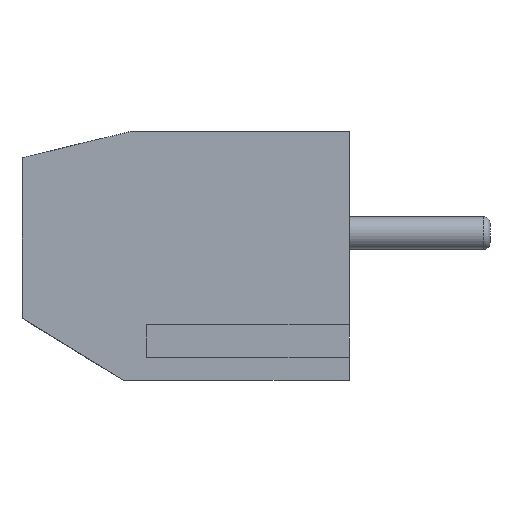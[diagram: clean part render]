
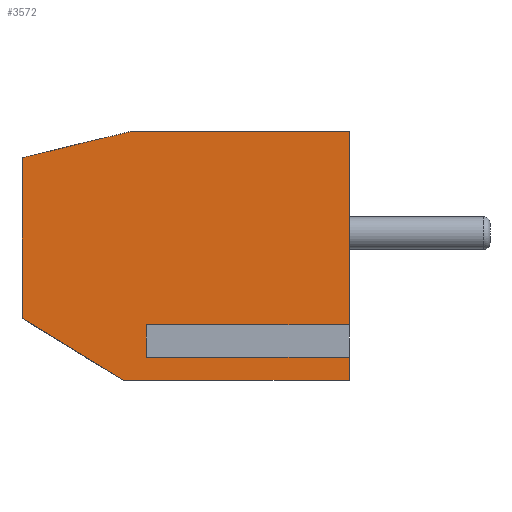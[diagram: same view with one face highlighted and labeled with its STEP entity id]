
A CAD part, left-side view. The second image highlights one B-rep face of the part: STEP entity #3572.
In plain terms, the highlighted planar face has unit normal (-1, 0, 0).
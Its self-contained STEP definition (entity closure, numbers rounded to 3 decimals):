
#386 = VECTOR ( 'NONE', #21925, 1000. ) ;
#499 = ORIENTED_EDGE ( 'NONE', *, *, #21620, .F. ) ;
#1379 = EDGE_LOOP ( 'NONE', ( #20900, #21733, #11132, #22378, #23182, #499, #8536, #17337, #9435, #17068 ) ) ;
#1490 = CARTESIAN_POINT ( 'NONE',  ( 0., 0., 0.918 ) ) ;
#1518 = DIRECTION ( 'NONE',  ( 0., 0., 1. ) ) ;
#1789 = LINE ( 'NONE', #16771, #15182 ) ;
#2045 = EDGE_CURVE ( 'NONE', #16701, #13558, #23967, .T. ) ;
#2225 = DIRECTION ( 'NONE',  ( 0., 0., -1. ) ) ;
#2663 = EDGE_CURVE ( 'NONE', #18336, #21030, #20669, .T. ) ;
#3031 = CARTESIAN_POINT ( 'NONE',  ( 0., 6.2, 0.918 ) ) ;
#3095 = EDGE_CURVE ( 'NONE', #6798, #11772, #18028, .T. ) ;
#3294 = DIRECTION ( 'NONE',  ( 0., -1., 0. ) ) ;
#3389 = DIRECTION ( 'NONE',  ( 0., 0.853, 0.523 ) ) ;
#3433 = VECTOR ( 'NONE', #10741, 1000. ) ;
#3572 = ADVANCED_FACE ( 'NONE', ( #6090 ), #18963, .F. ) ;
#4998 = LINE ( 'NONE', #19965, #3433 ) ;
#5456 = EDGE_CURVE ( 'NONE', #13558, #8821, #22836, .T. ) ;
#6090 = FACE_OUTER_BOUND ( 'NONE', #1379, .T. ) ;
#6621 = CARTESIAN_POINT ( 'NONE',  ( 0., 6.2, 0.918 ) ) ;
#6700 = CARTESIAN_POINT ( 'NONE',  ( 0., 6.2, 1.482 ) ) ;
#6798 = VERTEX_POINT ( 'NONE', #13162 ) ;
#8536 = ORIENTED_EDGE ( 'NONE', *, *, #3095, .T. ) ;
#8747 = DIRECTION ( 'NONE',  ( 0., 0., 1. ) ) ;
#8798 = CARTESIAN_POINT ( 'NONE',  ( 0., 6.2, 1.482 ) ) ;
#8821 = VERTEX_POINT ( 'NONE', #16494 ) ;
#9193 = VERTEX_POINT ( 'NONE', #1490 ) ;
#9435 = ORIENTED_EDGE ( 'NONE', *, *, #21550, .T. ) ;
#9817 = VECTOR ( 'NONE', #1518, 1000. ) ;
#10227 = CARTESIAN_POINT ( 'NONE',  ( 0., 6.9, 0. ) ) ;
#10701 = LINE ( 'NONE', #6700, #386 ) ;
#10741 = DIRECTION ( 'NONE',  ( 0., 0., 1. ) ) ;
#11042 = VECTOR ( 'NONE', #13529, 1000. ) ;
#11132 = ORIENTED_EDGE ( 'NONE', *, *, #22480, .F. ) ;
#11504 = CARTESIAN_POINT ( 'NONE',  ( 0., 10., 6.8 ) ) ;
#11772 = VERTEX_POINT ( 'NONE', #8798 ) ;
#12258 = DIRECTION ( 'NONE',  ( 0., -1., 0. ) ) ;
#13084 = CARTESIAN_POINT ( 'NONE',  ( 0., 10., 0. ) ) ;
#13162 = CARTESIAN_POINT ( 'NONE',  ( 0., 6.2, 0.918 ) ) ;
#13529 = DIRECTION ( 'NONE',  ( 0., -0.972, 0.236 ) ) ;
#13558 = VERTEX_POINT ( 'NONE', #19733 ) ;
#14203 = CARTESIAN_POINT ( 'NONE',  ( 0., 0., 0. ) ) ;
#14393 = AXIS2_PLACEMENT_3D ( 'NONE', #19206, #17593, #2225 ) ;
#14778 = LINE ( 'NONE', #20498, #22611 ) ;
#14992 = CARTESIAN_POINT ( 'NONE',  ( 0., 10., 1.9 ) ) ;
#15182 = VECTOR ( 'NONE', #18774, 1000. ) ;
#15849 = EDGE_CURVE ( 'NONE', #21030, #9193, #4998, .T. ) ;
#16396 = CARTESIAN_POINT ( 'NONE',  ( 0., 0., 1.482 ) ) ;
#16494 = CARTESIAN_POINT ( 'NONE',  ( 0., 6.7, 7.6 ) ) ;
#16701 = VERTEX_POINT ( 'NONE', #17949 ) ;
#16771 = CARTESIAN_POINT ( 'NONE',  ( 0., 0., 7.6 ) ) ;
#17068 = ORIENTED_EDGE ( 'NONE', *, *, #17182, .F. ) ;
#17076 = VERTEX_POINT ( 'NONE', #16396 ) ;
#17182 = EDGE_CURVE ( 'NONE', #8821, #20344, #14778, .T. ) ;
#17337 = ORIENTED_EDGE ( 'NONE', *, *, #18784, .T. ) ;
#17593 = DIRECTION ( 'NONE',  ( 1., 0., 0. ) ) ;
#17949 = CARTESIAN_POINT ( 'NONE',  ( 0., 10., 1.9 ) ) ;
#18028 = LINE ( 'NONE', #3031, #22606 ) ;
#18336 = VERTEX_POINT ( 'NONE', #10227 ) ;
#18481 = CARTESIAN_POINT ( 'NONE',  ( 0., 0., 7.6 ) ) ;
#18621 = CARTESIAN_POINT ( 'NONE',  ( 0., 10., 7.6 ) ) ;
#18774 = DIRECTION ( 'NONE',  ( 0., 0., 1. ) ) ;
#18784 = EDGE_CURVE ( 'NONE', #11772, #17076, #10701, .T. ) ;
#18930 = DIRECTION ( 'NONE',  ( 0., -1., 0. ) ) ;
#18963 = PLANE ( 'NONE',  #14393 ) ;
#19206 = CARTESIAN_POINT ( 'NONE',  ( 0., 10., 7.6 ) ) ;
#19733 = CARTESIAN_POINT ( 'NONE',  ( 0., 10., 6.8 ) ) ;
#19965 = CARTESIAN_POINT ( 'NONE',  ( 0., 0., 7.6 ) ) ;
#20095 = LINE ( 'NONE', #6621, #23567 ) ;
#20344 = VERTEX_POINT ( 'NONE', #18481 ) ;
#20498 = CARTESIAN_POINT ( 'NONE',  ( 0., 10., 7.6 ) ) ;
#20669 = LINE ( 'NONE', #13084, #24598 ) ;
#20723 = LINE ( 'NONE', #14992, #21202 ) ;
#20900 = ORIENTED_EDGE ( 'NONE', *, *, #5456, .F. ) ;
#21030 = VERTEX_POINT ( 'NONE', #14203 ) ;
#21202 = VECTOR ( 'NONE', #3389, 1000. ) ;
#21550 = EDGE_CURVE ( 'NONE', #17076, #20344, #1789, .T. ) ;
#21620 = EDGE_CURVE ( 'NONE', #6798, #9193, #20095, .T. ) ;
#21733 = ORIENTED_EDGE ( 'NONE', *, *, #2045, .F. ) ;
#21925 = DIRECTION ( 'NONE',  ( 0., -1., 0. ) ) ;
#22378 = ORIENTED_EDGE ( 'NONE', *, *, #2663, .T. ) ;
#22480 = EDGE_CURVE ( 'NONE', #18336, #16701, #20723, .T. ) ;
#22606 = VECTOR ( 'NONE', #8747, 1000. ) ;
#22611 = VECTOR ( 'NONE', #3294, 1000. ) ;
#22836 = LINE ( 'NONE', #11504, #11042 ) ;
#23182 = ORIENTED_EDGE ( 'NONE', *, *, #15849, .T. ) ;
#23567 = VECTOR ( 'NONE', #12258, 1000. ) ;
#23967 = LINE ( 'NONE', #18621, #9817 ) ;
#24598 = VECTOR ( 'NONE', #18930, 1000. ) ;
